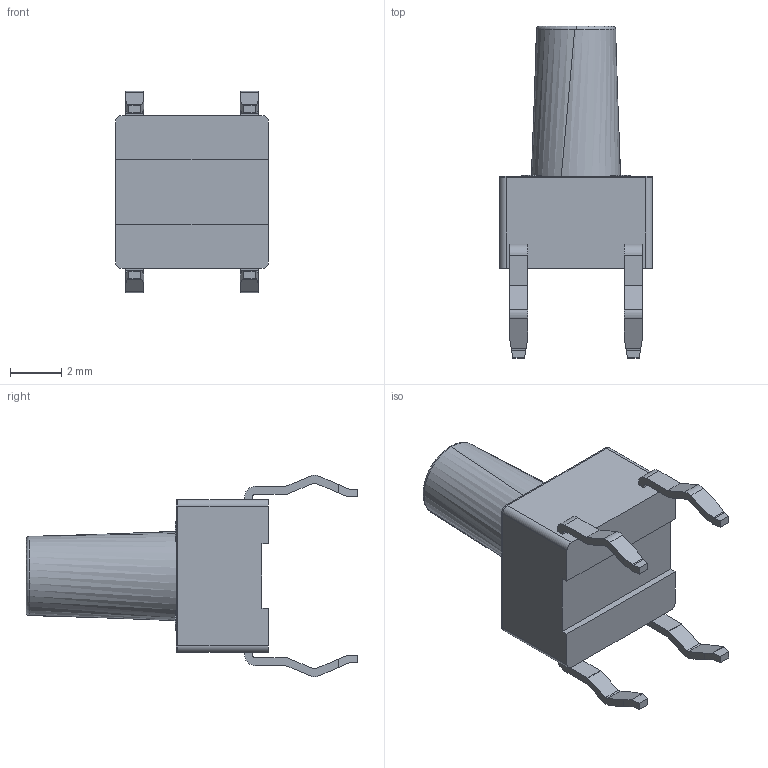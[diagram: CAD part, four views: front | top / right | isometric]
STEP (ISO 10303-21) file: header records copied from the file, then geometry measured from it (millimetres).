
FILE_DESCRIPTION (( 'STEP AP214' ), '1' );
FILE_NAME ('FSM8J.STEP', '2019-08-01T11:01:55', ( '' ), ( '' ), 'SwSTEP 2.0', 'SolidWorks 2017', '' );
FILE_SCHEMA (( 'AUTOMOTIVE_DESIGN' ));
Length unit declared in the file: inch
Products named in the file (1): FSM8J
Bounding box: 5.99 x 13 x 7.9 mm (x, y, z)
Volume: 179.2 mm3; surface area: 336.2 mm2
Topology: 11 solids, 11 shells, 160 faces, 402 edges, 268 vertices
Faces by surface type: plane 94, cylinder 62, torus 2, bspline 2
Entity records: 4990 total; most frequent: CARTESIAN_POINT 907, DIRECTION 820, ORIENTED_EDGE 804, EDGE_CURVE 402, AXIS2_PLACEMENT_3D 277, VERTEX_POINT 268, VECTOR 266, LINE 266
